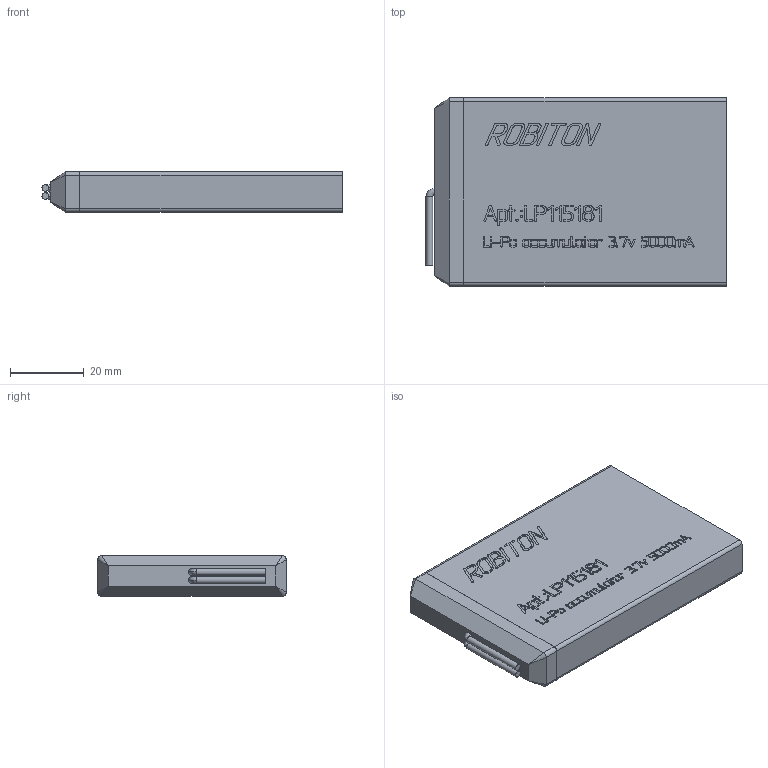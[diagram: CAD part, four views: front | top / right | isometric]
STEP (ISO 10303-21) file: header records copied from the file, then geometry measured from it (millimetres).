
FILE_DESCRIPTION(('STEP AP214'), '1');
FILE_NAME('Lp115181', '2024-10-20T15:16:15', (''), (''), 'C3D Converter', 'C3D Toolkit', '');
FILE_SCHEMA(('AUTOMOTIVE_DESIGN { 1 0 10303 214 3 1 1}'));
Length unit declared in the file: millimetre
Bounding box: 81.3 x 51.04 x 11.04 mm (x, y, z)
Volume: 43709.2 mm3; surface area: 10832.6 mm2
Topology: 1 solids, 1 shells, 1962 faces, 5678 edges, 3777 vertices
Faces by surface type: cylinder 1193, plane 761, bspline 8
Full cylindrical faces by diameter (mm): 1.8 x4
Entity records: 81668 total; most frequent: DIRECTION 11966, CARTESIAN_POINT 11906, ORIENTED_EDGE 11340, EDGE_CURVE 5670, AXIS2_PLACEMENT_3D 4345, VERTEX_POINT 3777, LINE 3276, VECTOR 3276
